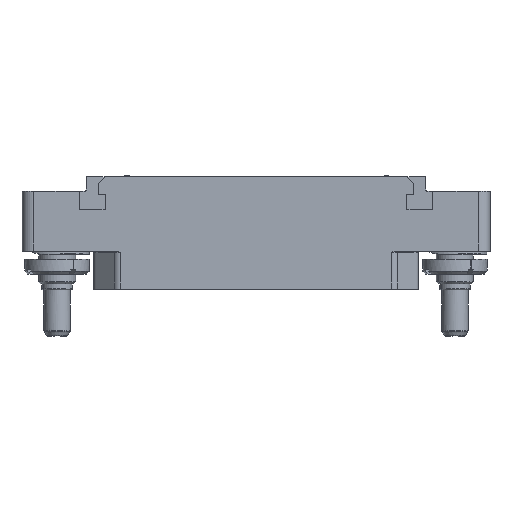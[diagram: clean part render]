
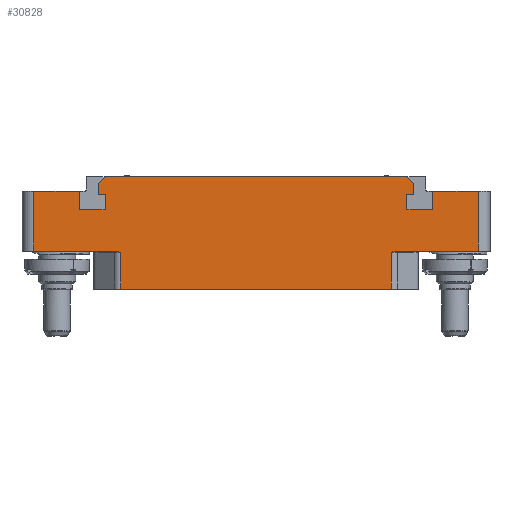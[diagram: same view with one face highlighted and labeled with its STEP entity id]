
A CAD part, top view. The second image highlights one B-rep face of the part: STEP entity #30828.
In plain terms, the highlighted planar face has unit normal (0, 0, 1).
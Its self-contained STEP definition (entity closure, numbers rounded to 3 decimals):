
#149=DIRECTION('',(1.,0.,0.));
#150=VECTOR('',#149,14.082);
#151=CARTESIAN_POINT('',(23.918,0.,7.));
#152=LINE('',#151,#150);
#2343=DIRECTION('',(-1.,0.,0.));
#2344=VECTOR('',#2343,46.236);
#2345=CARTESIAN_POINT('',(23.118,-6.5,7.));
#2346=LINE('',#2345,#2344);
#2470=DIRECTION('',(1.,0.,0.));
#2471=VECTOR('',#2470,14.082);
#2472=CARTESIAN_POINT('',(-38.,0.,7.));
#2473=LINE('',#2472,#2471);
#4640=DIRECTION('',(0.,-1.,0.));
#4641=VECTOR('',#4640,10.25);
#4642=CARTESIAN_POINT('',(-38.,10.25,7.));
#4643=LINE('',#4642,#4641);
#4658=DIRECTION('',(1.,0.,0.));
#4659=VECTOR('',#4658,7.8);
#4660=CARTESIAN_POINT('',(-38.,10.25,7.));
#4661=LINE('',#4660,#4659);
#4662=DIRECTION('',(0.,-1.,0.));
#4663=VECTOR('',#4662,3.2);
#4664=CARTESIAN_POINT('',(-30.2,10.25,7.));
#4665=LINE('',#4664,#4663);
#4666=DIRECTION('',(1.,0.,0.));
#4667=VECTOR('',#4666,4.4);
#4668=CARTESIAN_POINT('',(-30.2,7.05,7.));
#4669=LINE('',#4668,#4667);
#4670=DIRECTION('',(0.,1.,0.));
#4671=VECTOR('',#4670,2.6);
#4672=CARTESIAN_POINT('',(-25.8,7.05,7.));
#4673=LINE('',#4672,#4671);
#4674=DIRECTION('',(-1.,0.,0.));
#4675=VECTOR('',#4674,1.2);
#4676=CARTESIAN_POINT('',(-25.8,9.65,7.));
#4677=LINE('',#4676,#4675);
#4678=DIRECTION('',(0.,-1.,0.));
#4679=VECTOR('',#4678,1.9);
#4680=CARTESIAN_POINT('',(-27.,11.55,7.));
#4681=LINE('',#4680,#4679);
#4682=DIRECTION('',(1.,0.,0.));
#4683=VECTOR('',#4682,51.6);
#4684=CARTESIAN_POINT('',(-25.8,12.75,7.));
#4685=LINE('',#4684,#4683);
#4686=DIRECTION('',(0.,-1.,0.));
#4687=VECTOR('',#4686,1.9);
#4688=CARTESIAN_POINT('',(27.,11.55,7.));
#4689=LINE('',#4688,#4687);
#4690=DIRECTION('',(-1.,0.,0.));
#4691=VECTOR('',#4690,1.2);
#4692=CARTESIAN_POINT('',(27.,9.65,7.));
#4693=LINE('',#4692,#4691);
#4694=DIRECTION('',(0.,-1.,0.));
#4695=VECTOR('',#4694,2.6);
#4696=CARTESIAN_POINT('',(25.8,9.65,7.));
#4697=LINE('',#4696,#4695);
#4698=DIRECTION('',(1.,0.,0.));
#4699=VECTOR('',#4698,4.4);
#4700=CARTESIAN_POINT('',(25.8,7.05,7.));
#4701=LINE('',#4700,#4699);
#4702=DIRECTION('',(0.,1.,0.));
#4703=VECTOR('',#4702,3.2);
#4704=CARTESIAN_POINT('',(30.2,7.05,7.));
#4705=LINE('',#4704,#4703);
#4706=DIRECTION('',(1.,0.,0.));
#4707=VECTOR('',#4706,7.8);
#4708=CARTESIAN_POINT('',(30.2,10.25,7.));
#4709=LINE('',#4708,#4707);
#4715=CARTESIAN_POINT('',(23.118,-0.2,7.));
#4716=CARTESIAN_POINT('',(23.14,-0.192,7.));
#4717=CARTESIAN_POINT('',(23.184,-0.176,7.));
#4718=CARTESIAN_POINT('',(23.251,-0.152,7.));
#4719=CARTESIAN_POINT('',(23.318,-0.128,7.));
#4720=CARTESIAN_POINT('',(23.385,-0.106,7.));
#4721=CARTESIAN_POINT('',(23.451,-0.085,7.));
#4722=CARTESIAN_POINT('',(23.515,-0.066,7.));
#4723=CARTESIAN_POINT('',(23.577,-0.049,7.));
#4724=CARTESIAN_POINT('',(23.636,-0.035,7.));
#4725=CARTESIAN_POINT('',(23.688,-0.024,7.));
#4726=CARTESIAN_POINT('',(23.734,-0.016,7.));
#4727=CARTESIAN_POINT('',(23.776,-0.01,7.));
#4728=CARTESIAN_POINT('',(23.814,-0.005,7.));
#4729=CARTESIAN_POINT('',(23.85,-0.002,7.));
#4730=CARTESIAN_POINT('',(23.884,0.,7.));
#4731=CARTESIAN_POINT('',(23.907,0.,7.));
#4732=CARTESIAN_POINT('',(23.918,0.,7.));
#4748=DIRECTION('',(0.,1.,0.));
#4749=VECTOR('',#4748,6.3);
#4750=CARTESIAN_POINT('',(23.118,-6.5,7.));
#4751=LINE('',#4750,#4749);
#4793=DIRECTION('',(0.,1.,0.));
#4794=VECTOR('',#4793,6.3);
#4795=CARTESIAN_POINT('',(-23.118,-6.5,7.));
#4796=LINE('',#4795,#4794);
#4821=CARTESIAN_POINT('',(-23.918,0.,7.));
#4822=CARTESIAN_POINT('',(-23.907,0.,7.));
#4823=CARTESIAN_POINT('',(-23.884,0.,7.));
#4824=CARTESIAN_POINT('',(-23.85,-0.002,7.));
#4825=CARTESIAN_POINT('',(-23.814,-0.005,7.));
#4826=CARTESIAN_POINT('',(-23.776,-0.01,7.));
#4827=CARTESIAN_POINT('',(-23.734,-0.016,7.));
#4828=CARTESIAN_POINT('',(-23.688,-0.024,7.));
#4829=CARTESIAN_POINT('',(-23.636,-0.035,7.));
#4830=CARTESIAN_POINT('',(-23.577,-0.049,7.));
#4831=CARTESIAN_POINT('',(-23.515,-0.066,7.));
#4832=CARTESIAN_POINT('',(-23.451,-0.085,7.));
#4833=CARTESIAN_POINT('',(-23.385,-0.106,7.));
#4834=CARTESIAN_POINT('',(-23.318,-0.128,7.));
#4835=CARTESIAN_POINT('',(-23.251,-0.152,7.));
#4836=CARTESIAN_POINT('',(-23.184,-0.176,7.));
#4837=CARTESIAN_POINT('',(-23.14,-0.192,7.));
#4838=CARTESIAN_POINT('',(-23.118,-0.2,7.));
#5692=DIRECTION('',(0.707,-0.707,0.));
#5693=VECTOR('',#5692,1.697);
#5694=CARTESIAN_POINT('',(25.8,12.75,7.));
#5695=LINE('',#5694,#5693);
#5720=DIRECTION('',(-0.707,-0.707,0.));
#5721=VECTOR('',#5720,1.697);
#5722=CARTESIAN_POINT('',(-25.8,12.75,7.));
#5723=LINE('',#5722,#5721);
#13070=DIRECTION('',(0.,1.,0.));
#13071=VECTOR('',#13070,10.25);
#13072=CARTESIAN_POINT('',(38.,0.,7.));
#13073=LINE('',#13072,#13071);
#20839=CARTESIAN_POINT('',(-30.2,10.25,7.));
#20840=CARTESIAN_POINT('',(-30.2,7.05,7.));
#20841=VERTEX_POINT('',#20839);
#20842=VERTEX_POINT('',#20840);
#20843=CARTESIAN_POINT('',(-25.8,7.05,7.));
#20844=VERTEX_POINT('',#20843);
#20845=CARTESIAN_POINT('',(-25.8,9.65,7.));
#20846=VERTEX_POINT('',#20845);
#20847=CARTESIAN_POINT('',(-27.,9.65,7.));
#20848=VERTEX_POINT('',#20847);
#20849=CARTESIAN_POINT('',(27.,9.65,7.));
#20850=CARTESIAN_POINT('',(25.8,9.65,7.));
#20851=VERTEX_POINT('',#20849);
#20852=VERTEX_POINT('',#20850);
#20853=CARTESIAN_POINT('',(25.8,7.05,7.));
#20854=VERTEX_POINT('',#20853);
#20855=CARTESIAN_POINT('',(30.2,7.05,7.));
#20856=VERTEX_POINT('',#20855);
#20857=CARTESIAN_POINT('',(30.2,10.25,7.));
#20858=VERTEX_POINT('',#20857);
#20863=CARTESIAN_POINT('',(-25.8,12.75,7.));
#20865=VERTEX_POINT('',#20863);
#20867=CARTESIAN_POINT('',(-27.,11.55,7.));
#20869=VERTEX_POINT('',#20867);
#20871=CARTESIAN_POINT('',(25.8,12.75,7.));
#20873=VERTEX_POINT('',#20871);
#20875=CARTESIAN_POINT('',(27.,11.55,7.));
#20877=VERTEX_POINT('',#20875);
#20967=CARTESIAN_POINT('',(38.,0.,7.));
#20968=CARTESIAN_POINT('',(38.,10.25,7.));
#20969=VERTEX_POINT('',#20967);
#20970=VERTEX_POINT('',#20968);
#20975=CARTESIAN_POINT('',(-38.,10.25,7.));
#20976=CARTESIAN_POINT('',(-38.,0.,7.));
#20977=VERTEX_POINT('',#20975);
#20978=VERTEX_POINT('',#20976);
#21212=CARTESIAN_POINT('',(23.118,-6.5,7.));
#21214=VERTEX_POINT('',#21212);
#21215=CARTESIAN_POINT('',(-23.118,-6.5,7.));
#21217=VERTEX_POINT('',#21215);
#21279=CARTESIAN_POINT('',(-23.118,-0.2,7.));
#21280=VERTEX_POINT('',#21279);
#21281=CARTESIAN_POINT('',(-23.918,0.,7.));
#21282=VERTEX_POINT('',#21281);
#21283=CARTESIAN_POINT('',(23.118,-0.2,7.));
#21285=VERTEX_POINT('',#21283);
#21287=CARTESIAN_POINT('',(23.918,0.,7.));
#21289=VERTEX_POINT('',#21287);
#30779=CARTESIAN_POINT('',(0.,0.,7.));
#30780=DIRECTION('',(0.,0.,-1.));
#30781=DIRECTION('',(-1.,0.,0.));
#30782=AXIS2_PLACEMENT_3D('',#30779,#30780,#30781);
#30783=PLANE('',#30782);
#30784=ORIENTED_EDGE('',*,*,#25858,.F.);
#30786=ORIENTED_EDGE('',*,*,#30785,.F.);
#30788=ORIENTED_EDGE('',*,*,#30787,.F.);
#30789=ORIENTED_EDGE('',*,*,#28281,.T.);
#30791=ORIENTED_EDGE('',*,*,#30790,.T.);
#30793=ORIENTED_EDGE('',*,*,#30792,.F.);
#30794=ORIENTED_EDGE('',*,*,#28380,.F.);
#30795=ORIENTED_EDGE('',*,*,#30771,.F.);
#30796=ORIENTED_EDGE('',*,*,#30747,.T.);
#30798=ORIENTED_EDGE('',*,*,#30797,.T.);
#30800=ORIENTED_EDGE('',*,*,#30799,.T.);
#30802=ORIENTED_EDGE('',*,*,#30801,.T.);
#30804=ORIENTED_EDGE('',*,*,#30803,.T.);
#30806=ORIENTED_EDGE('',*,*,#30805,.F.);
#30808=ORIENTED_EDGE('',*,*,#30807,.F.);
#30810=ORIENTED_EDGE('',*,*,#30809,.T.);
#30812=ORIENTED_EDGE('',*,*,#30811,.T.);
#30814=ORIENTED_EDGE('',*,*,#30813,.T.);
#30816=ORIENTED_EDGE('',*,*,#30815,.T.);
#30818=ORIENTED_EDGE('',*,*,#30817,.T.);
#30820=ORIENTED_EDGE('',*,*,#30819,.T.);
#30822=ORIENTED_EDGE('',*,*,#30821,.T.);
#30823=ORIENTED_EDGE('',*,*,#28111,.T.);
#30825=ORIENTED_EDGE('',*,*,#30824,.F.);
#30826=EDGE_LOOP('',(#30784,#30786,#30788,#30789,#30791,#30793,#30794,#30795,
#30796,#30798,#30800,#30802,#30804,#30806,#30808,#30810,#30812,#30814,#30816,
#30818,#30820,#30822,#30823,#30825));
#30827=FACE_OUTER_BOUND('',#30826,.F.);
#30828=ADVANCED_FACE('',(#30827),#30783,.F.);
#4733=B_SPLINE_CURVE_WITH_KNOTS('',3,(#4715,#4716,#4717,#4718,#4719,#4720,#4721,
#4722,#4723,#4724,#4725,#4726,#4727,#4728,#4729,#4730,#4731,#4732),
.UNSPECIFIED.,.F.,.F.,(4,1,1,1,1,1,1,1,1,1,1,1,1,1,1,4),(0.,0.067,
0.133,0.2,0.267,0.333,0.4,
0.467,0.533,0.6,0.667,0.733,
0.8,0.867,0.933,1.),.UNSPECIFIED.);
#4839=B_SPLINE_CURVE_WITH_KNOTS('',3,(#4821,#4822,#4823,#4824,#4825,#4826,#4827,
#4828,#4829,#4830,#4831,#4832,#4833,#4834,#4835,#4836,#4837,#4838),
.UNSPECIFIED.,.F.,.F.,(4,1,1,1,1,1,1,1,1,1,1,1,1,1,1,4),(0.,0.067,
0.133,0.2,0.267,0.333,0.4,
0.467,0.533,0.6,0.667,0.733,
0.8,0.867,0.933,1.),.UNSPECIFIED.);
#25858=EDGE_CURVE('',#21289,#20969,#152,.T.);
#28111=EDGE_CURVE('',#20858,#20970,#4709,.T.);
#28281=EDGE_CURVE('',#21214,#21217,#2346,.T.);
#28380=EDGE_CURVE('',#20978,#21282,#2473,.T.);
#30747=EDGE_CURVE('',#20977,#20841,#4661,.T.);
#30771=EDGE_CURVE('',#20977,#20978,#4643,.T.);
#30785=EDGE_CURVE('',#21285,#21289,#4733,.T.);
#30787=EDGE_CURVE('',#21214,#21285,#4751,.T.);
#30790=EDGE_CURVE('',#21217,#21280,#4796,.T.);
#30792=EDGE_CURVE('',#21282,#21280,#4839,.T.);
#30797=EDGE_CURVE('',#20841,#20842,#4665,.T.);
#30799=EDGE_CURVE('',#20842,#20844,#4669,.T.);
#30801=EDGE_CURVE('',#20844,#20846,#4673,.T.);
#30803=EDGE_CURVE('',#20846,#20848,#4677,.T.);
#30805=EDGE_CURVE('',#20869,#20848,#4681,.T.);
#30807=EDGE_CURVE('',#20865,#20869,#5723,.T.);
#30809=EDGE_CURVE('',#20865,#20873,#4685,.T.);
#30811=EDGE_CURVE('',#20873,#20877,#5695,.T.);
#30813=EDGE_CURVE('',#20877,#20851,#4689,.T.);
#30815=EDGE_CURVE('',#20851,#20852,#4693,.T.);
#30817=EDGE_CURVE('',#20852,#20854,#4697,.T.);
#30819=EDGE_CURVE('',#20854,#20856,#4701,.T.);
#30821=EDGE_CURVE('',#20856,#20858,#4705,.T.);
#30824=EDGE_CURVE('',#20969,#20970,#13073,.T.);
